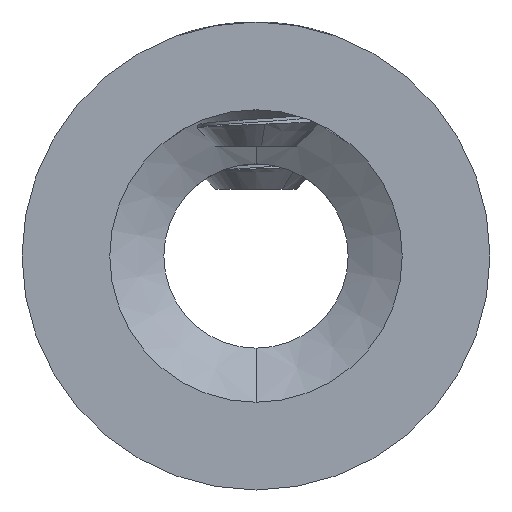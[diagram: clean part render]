
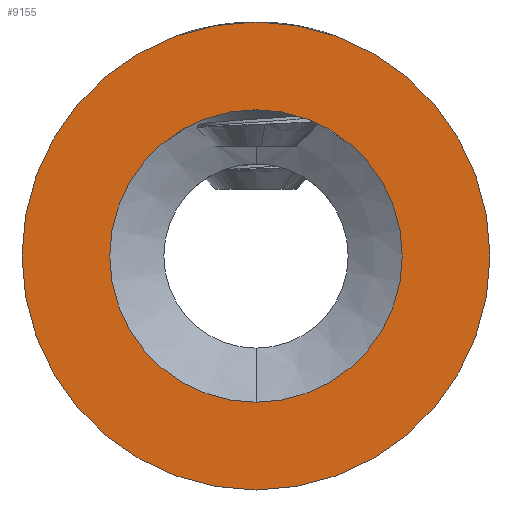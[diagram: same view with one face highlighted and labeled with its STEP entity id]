
A CAD part, front view. The second image highlights one B-rep face of the part: STEP entity #9155.
In plain terms, the highlighted planar face has unit normal (0, -1, 0).
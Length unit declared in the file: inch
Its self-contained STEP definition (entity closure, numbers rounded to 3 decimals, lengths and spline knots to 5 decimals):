
#253 = ORIENTED_EDGE ( 'NONE', *, *, #9773, .F. ) ;
#502 = DIRECTION ( 'NONE',  ( 0., 1., 0. ) ) ;
#973 = CARTESIAN_POINT ( 'NONE',  ( 0., 0., 0. ) ) ;
#1286 = DIRECTION ( 'NONE',  ( 0., 0., 1. ) ) ;
#1376 = CIRCLE ( 'NONE', #3052, 0.1875 ) ;
#1698 = DIRECTION ( 'NONE',  ( 0., 0., -1. ) ) ;
#1985 = VERTEX_POINT ( 'NONE', #5260 ) ;
#2449 = ORIENTED_EDGE ( 'NONE', *, *, #8248, .F. ) ;
#3020 = CARTESIAN_POINT ( 'NONE',  ( 0., 0., 0. ) ) ;
#3052 = AXIS2_PLACEMENT_3D ( 'NONE', #973, #9364, #6050 ) ;
#3794 = EDGE_LOOP ( 'NONE', ( #6911, #8419 ) ) ;
#3795 = CARTESIAN_POINT ( 'NONE',  ( 0., 0., 0. ) ) ;
#3982 = AXIS2_PLACEMENT_3D ( 'NONE', #4218, #8356, #1698 ) ;
#4114 = CIRCLE ( 'NONE', #6181, 0.3 ) ;
#4218 = CARTESIAN_POINT ( 'NONE',  ( 0., 0., 0. ) ) ;
#4550 = EDGE_CURVE ( 'NONE', #5369, #8348, #6769, .T. ) ;
#4622 = DIRECTION ( 'NONE',  ( 0., 0., 1. ) ) ;
#5138 = EDGE_LOOP ( 'NONE', ( #2449, #253 ) ) ;
#5260 = CARTESIAN_POINT ( 'NONE',  ( 0., 0., 0.1875 ) ) ;
#5369 = VERTEX_POINT ( 'NONE', #7787 ) ;
#5881 = FACE_OUTER_BOUND ( 'NONE', #3794, .T. ) ;
#5940 = DIRECTION ( 'NONE',  ( 0., 1., 0. ) ) ;
#6050 = DIRECTION ( 'NONE',  ( 0., 0., -1. ) ) ;
#6181 = AXIS2_PLACEMENT_3D ( 'NONE', #3020, #502, #4622 ) ;
#6618 = EDGE_CURVE ( 'NONE', #8348, #5369, #4114, .T. ) ;
#6723 = CARTESIAN_POINT ( 'NONE',  ( 0., 0., 0. ) ) ;
#6758 = DIRECTION ( 'NONE',  ( 0., 0., 1. ) ) ;
#6769 = CIRCLE ( 'NONE', #8146, 0.3 ) ;
#6911 = ORIENTED_EDGE ( 'NONE', *, *, #6618, .F. ) ;
#7280 = CARTESIAN_POINT ( 'NONE',  ( 0., 0., -0.3 ) ) ;
#7787 = CARTESIAN_POINT ( 'NONE',  ( 0., 0., 0.3 ) ) ;
#7898 = VERTEX_POINT ( 'NONE', #9269 ) ;
#7984 = CIRCLE ( 'NONE', #3982, 0.1875 ) ;
#8146 = AXIS2_PLACEMENT_3D ( 'NONE', #6723, #5940, #6758 ) ;
#8248 = EDGE_CURVE ( 'NONE', #7898, #1985, #7984, .T. ) ;
#8348 = VERTEX_POINT ( 'NONE', #7280 ) ;
#8356 = DIRECTION ( 'NONE',  ( 0., -1., 0. ) ) ;
#8419 = ORIENTED_EDGE ( 'NONE', *, *, #4550, .F. ) ;
#8501 = AXIS2_PLACEMENT_3D ( 'NONE', #3795, #9716, #1286 ) ;
#9155 = ADVANCED_FACE ( 'NONE', ( #10240, #5881 ), #10304, .F. ) ;
#9269 = CARTESIAN_POINT ( 'NONE',  ( 0., 0., -0.1875 ) ) ;
#9364 = DIRECTION ( 'NONE',  ( 0., -1., 0. ) ) ;
#9716 = DIRECTION ( 'NONE',  ( 0., 1., 0. ) ) ;
#9773 = EDGE_CURVE ( 'NONE', #1985, #7898, #1376, .T. ) ;
#10240 = FACE_BOUND ( 'NONE', #5138, .T. ) ;
#10304 = PLANE ( 'NONE',  #8501 ) ;
